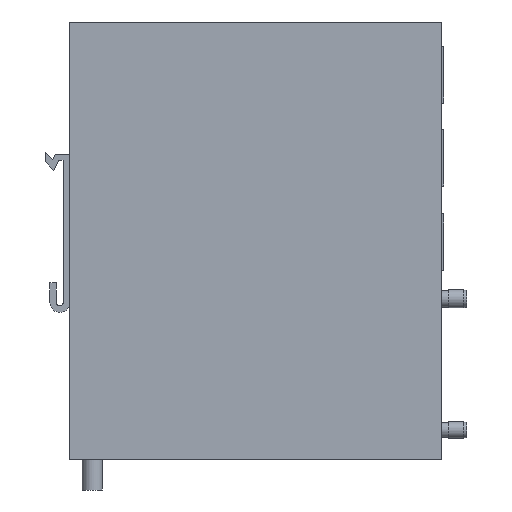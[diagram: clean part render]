
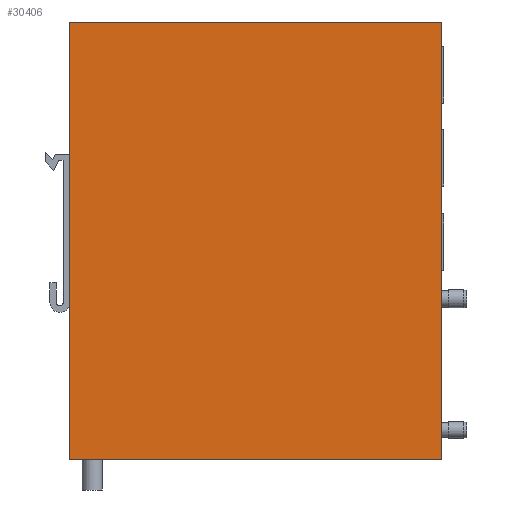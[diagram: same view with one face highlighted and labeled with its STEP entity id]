
A CAD part, left-side view. The second image highlights one B-rep face of the part: STEP entity #30406.
In plain terms, the highlighted planar face has unit normal (-1, 0, 0).
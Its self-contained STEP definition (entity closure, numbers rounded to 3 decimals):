
#1533=PLANE('',#31706);
#3194=FACE_OUTER_BOUND('',#5059,.T.);
#5059=EDGE_LOOP('',(#28286,#28287,#28288,#28289));
#7017=LINE('',#49288,#10304);
#8348=LINE('',#54500,#11635);
#8349=LINE('',#54502,#11636);
#8350=LINE('',#54503,#11637);
#10304=VECTOR('',#34860,112.8);
#11635=VECTOR('',#37583,132.6);
#11636=VECTOR('',#37584,112.8);
#11637=VECTOR('',#37585,132.6);
#14542=VERTEX_POINT('',#49285);
#14543=VERTEX_POINT('',#49287);
#15424=VERTEX_POINT('',#54499);
#15425=VERTEX_POINT('',#54501);
#18125=EDGE_CURVE('',#14542,#14543,#7017,.T.);
#19718=EDGE_CURVE('',#15424,#14542,#8348,.T.);
#19719=EDGE_CURVE('',#15425,#15424,#8349,.T.);
#19720=EDGE_CURVE('',#14543,#15425,#8350,.T.);
#28286=ORIENTED_EDGE('',*,*,#19718,.F.);
#28287=ORIENTED_EDGE('',*,*,#19719,.F.);
#28288=ORIENTED_EDGE('',*,*,#19720,.F.);
#28289=ORIENTED_EDGE('',*,*,#18125,.F.);
#30406=ADVANCED_FACE('',(#3194),#1533,.T.);
#31706=AXIS2_PLACEMENT_3D('',#54498,#37581,#37582);
#34860=DIRECTION('',(0.,1.,0.));
#37581=DIRECTION('center_axis',(-1.,0.,0.));
#37582=DIRECTION('ref_axis',(0.,-1.,0.));
#37583=DIRECTION('',(0.,0.,-1.));
#37584=DIRECTION('',(0.,-1.,0.));
#37585=DIRECTION('',(0.,0.,1.));
#49285=CARTESIAN_POINT('',(-22.5,-56.4,-66.3));
#49287=CARTESIAN_POINT('',(-22.5,56.4,-66.3));
#49288=CARTESIAN_POINT('',(-22.5,56.4,-66.3));
#54498=CARTESIAN_POINT('Origin',(-22.5,56.4,0.));
#54499=CARTESIAN_POINT('',(-22.5,-56.4,66.3));
#54500=CARTESIAN_POINT('',(-22.5,-56.4,0.));
#54501=CARTESIAN_POINT('',(-22.5,56.4,66.3));
#54502=CARTESIAN_POINT('',(-22.5,56.4,66.3));
#54503=CARTESIAN_POINT('',(-22.5,56.4,0.));
